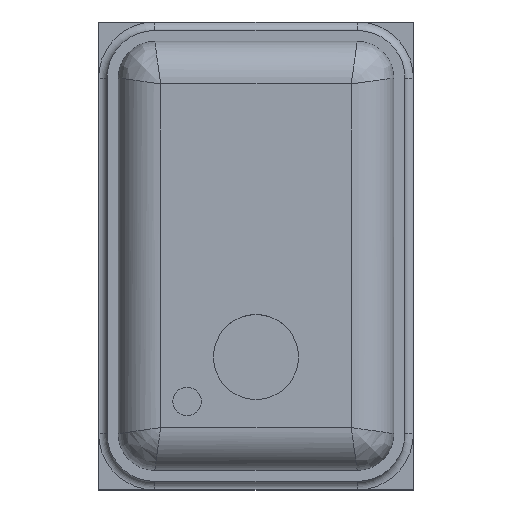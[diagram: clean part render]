
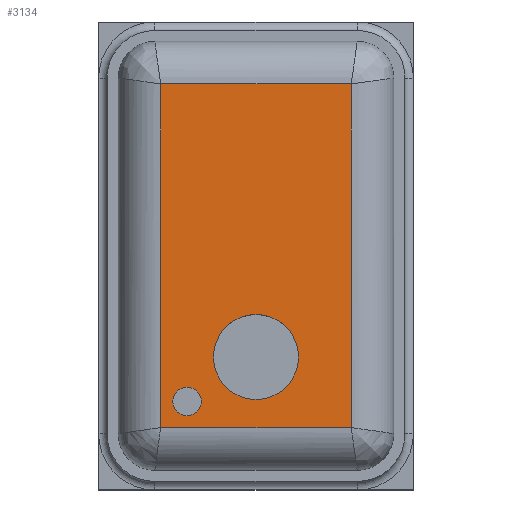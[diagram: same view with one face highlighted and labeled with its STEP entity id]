
A CAD part, top view. The second image highlights one B-rep face of the part: STEP entity #3134.
In plain terms, the highlighted planar face has unit normal (0, 0, 1).
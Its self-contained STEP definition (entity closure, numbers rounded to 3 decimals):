
#86 = CARTESIAN_POINT ( 'NONE',  ( 0.25, -0.595, 0.96 ) ) ;
#105 = CARTESIAN_POINT ( 'NONE',  ( 0., -0.595, 0.96 ) ) ;
#226 = LINE ( 'NONE', #3863, #4488 ) ;
#254 = EDGE_CURVE ( 'NONE', #991, #4570, #226, .T. ) ;
#320 = DIRECTION ( 'NONE',  ( 0., 0., 1. ) ) ;
#387 = CARTESIAN_POINT ( 'NONE',  ( -0.25, -0.595, 0.96 ) ) ;
#444 = EDGE_CURVE ( 'NONE', #2047, #1952, #3915, .T. ) ;
#469 = AXIS2_PLACEMENT_3D ( 'NONE', #1613, #320, #4515 ) ;
#501 = DIRECTION ( 'NONE',  ( 0., 0., 1. ) ) ;
#681 = EDGE_CURVE ( 'NONE', #3793, #1778, #1127, .T. ) ;
#718 = EDGE_CURVE ( 'NONE', #1778, #3793, #721, .T. ) ;
#721 = CIRCLE ( 'NONE', #5300, 0.25 ) ;
#773 = ORIENTED_EDGE ( 'NONE', *, *, #1011, .T. ) ;
#876 = VERTEX_POINT ( 'NONE', #2181 ) ;
#991 = VERTEX_POINT ( 'NONE', #3854 ) ;
#1011 = EDGE_CURVE ( 'NONE', #4303, #991, #4563, .T. ) ;
#1094 = EDGE_LOOP ( 'NONE', ( #1284, #3380, #5370, #773 ) ) ;
#1115 = ORIENTED_EDGE ( 'NONE', *, *, #681, .F. ) ;
#1127 = CIRCLE ( 'NONE', #3871, 0.25 ) ;
#1280 = EDGE_LOOP ( 'NONE', ( #1907, #1605 ) ) ;
#1284 = ORIENTED_EDGE ( 'NONE', *, *, #254, .T. ) ;
#1351 = CARTESIAN_POINT ( 'NONE',  ( 0.56, 1.045, 0.96 ) ) ;
#1403 = EDGE_CURVE ( 'NONE', #876, #4303, #3588, .T. ) ;
#1406 = DIRECTION ( 'NONE',  ( -1., 0., 0. ) ) ;
#1605 = ORIENTED_EDGE ( 'NONE', *, *, #5080, .F. ) ;
#1613 = CARTESIAN_POINT ( 'NONE',  ( -0.405, -0.855, 0.96 ) ) ;
#1634 = CIRCLE ( 'NONE', #4897, 0.083 ) ;
#1778 = VERTEX_POINT ( 'NONE', #387 ) ;
#1780 = DIRECTION ( 'NONE',  ( 1., 0., 0. ) ) ;
#1907 = ORIENTED_EDGE ( 'NONE', *, *, #444, .F. ) ;
#1952 = VERTEX_POINT ( 'NONE', #2981 ) ;
#1953 = CARTESIAN_POINT ( 'NONE',  ( -0.56, -1.045, 0.96 ) ) ;
#2047 = VERTEX_POINT ( 'NONE', #5194 ) ;
#2050 = VECTOR ( 'NONE', #3600, 1000. ) ;
#2131 = DIRECTION ( 'NONE',  ( 0., 1., 0. ) ) ;
#2135 = CARTESIAN_POINT ( 'NONE',  ( 0.56, -1.01, 0.96 ) ) ;
#2167 = DIRECTION ( 'NONE',  ( -1., 0., 0. ) ) ;
#2181 = CARTESIAN_POINT ( 'NONE',  ( -0.56, -1.01, 0.96 ) ) ;
#2241 = VECTOR ( 'NONE', #2131, 1000. ) ;
#2281 = CARTESIAN_POINT ( 'NONE',  ( -0.56, 1.01, 0.96 ) ) ;
#2329 = ORIENTED_EDGE ( 'NONE', *, *, #718, .F. ) ;
#2575 = FACE_BOUND ( 'NONE', #4938, .T. ) ;
#2655 = CARTESIAN_POINT ( 'NONE',  ( 0.595, -1.01, 0.96 ) ) ;
#2900 = DIRECTION ( 'NONE',  ( 0., 0., 1. ) ) ;
#2981 = CARTESIAN_POINT ( 'NONE',  ( -0.322, -0.855, 0.96 ) ) ;
#2993 = DIRECTION ( 'NONE',  ( -1., 0., 0. ) ) ;
#2998 = DIRECTION ( 'NONE',  ( 0., 0., 1. ) ) ;
#3015 = PLANE ( 'NONE',  #3128 ) ;
#3128 = AXIS2_PLACEMENT_3D ( 'NONE', #5038, #2998, #1780 ) ;
#3134 = ADVANCED_FACE ( 'NONE', ( #3213, #2575, #3875 ), #3015, .T. ) ;
#3213 = FACE_BOUND ( 'NONE', #1280, .T. ) ;
#3380 = ORIENTED_EDGE ( 'NONE', *, *, #3406, .T. ) ;
#3406 = EDGE_CURVE ( 'NONE', #4570, #876, #4280, .T. ) ;
#3504 = DIRECTION ( 'NONE',  ( 1., 0., 0. ) ) ;
#3588 = LINE ( 'NONE', #2655, #4811 ) ;
#3600 = DIRECTION ( 'NONE',  ( 0., -1., 0. ) ) ;
#3689 = CARTESIAN_POINT ( 'NONE',  ( -0.405, -0.855, 0.96 ) ) ;
#3793 = VERTEX_POINT ( 'NONE', #86 ) ;
#3854 = CARTESIAN_POINT ( 'NONE',  ( 0.56, 1.01, 0.96 ) ) ;
#3863 = CARTESIAN_POINT ( 'NONE',  ( -0.595, 1.01, 0.96 ) ) ;
#3871 = AXIS2_PLACEMENT_3D ( 'NONE', #105, #501, #2993 ) ;
#3875 = FACE_OUTER_BOUND ( 'NONE', #1094, .T. ) ;
#3915 = CIRCLE ( 'NONE', #469, 0.083 ) ;
#4203 = DIRECTION ( 'NONE',  ( 0., 0., 1. ) ) ;
#4280 = LINE ( 'NONE', #1953, #2050 ) ;
#4303 = VERTEX_POINT ( 'NONE', #2135 ) ;
#4488 = VECTOR ( 'NONE', #1406, 1000. ) ;
#4515 = DIRECTION ( 'NONE',  ( -1., 0., 0. ) ) ;
#4524 = DIRECTION ( 'NONE',  ( -1., 0., 0. ) ) ;
#4563 = LINE ( 'NONE', #1351, #2241 ) ;
#4570 = VERTEX_POINT ( 'NONE', #2281 ) ;
#4658 = CARTESIAN_POINT ( 'NONE',  ( 0., -0.595, 0.96 ) ) ;
#4811 = VECTOR ( 'NONE', #3504, 1000. ) ;
#4897 = AXIS2_PLACEMENT_3D ( 'NONE', #3689, #2900, #4524 ) ;
#4938 = EDGE_LOOP ( 'NONE', ( #2329, #1115 ) ) ;
#5038 = CARTESIAN_POINT ( 'NONE',  ( -0.595, -1.045, 0.96 ) ) ;
#5080 = EDGE_CURVE ( 'NONE', #1952, #2047, #1634, .T. ) ;
#5194 = CARTESIAN_POINT ( 'NONE',  ( -0.488, -0.855, 0.96 ) ) ;
#5300 = AXIS2_PLACEMENT_3D ( 'NONE', #4658, #4203, #2167 ) ;
#5370 = ORIENTED_EDGE ( 'NONE', *, *, #1403, .T. ) ;
